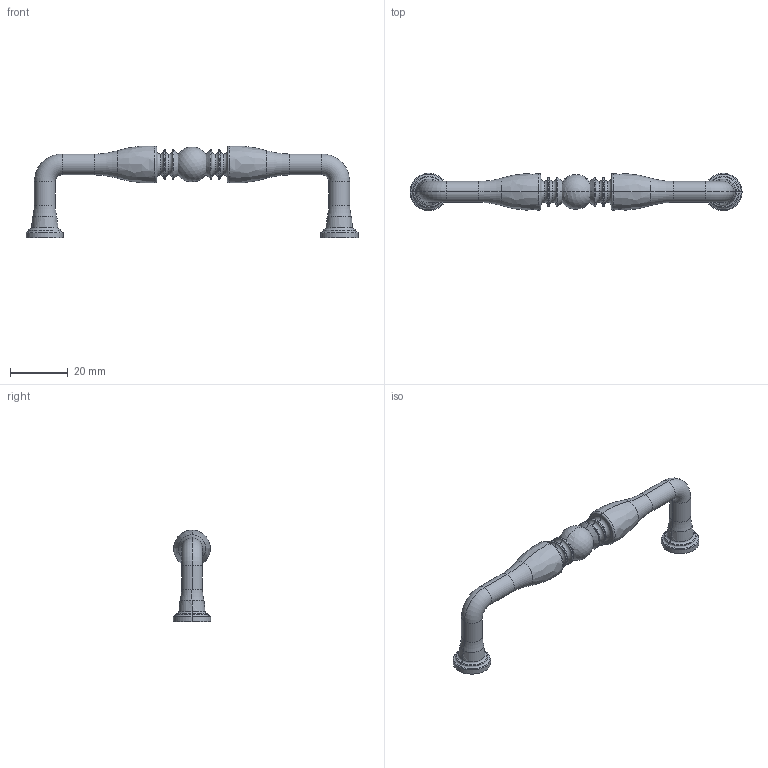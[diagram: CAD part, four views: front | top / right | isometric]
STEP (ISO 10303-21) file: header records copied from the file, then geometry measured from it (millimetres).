
FILE_DESCRIPTION((''),'2;1');
FILE_NAME('1176-40','2011-01-05T',('project'),(''),'PRO/ENGINEER BY PARAMETRIC TECHNOLOGY CORPORATION, 2009300','PRO/ENGINEER BY PARAMETRIC TECHNOLOGY CORPORATION, 2009300','');
FILE_SCHEMA(('CONFIG_CONTROL_DESIGN'));
Length unit declared in the file: inch
Products named in the file (1): 1176-40
Bounding box: 114.52 x 12.92 x 31.73 mm (x, y, z)
Volume: 9429.4 mm3; surface area: 4771.7 mm2
Topology: 1 solids, 1 shells, 94 faces, 205 edges, 111 vertices
Faces by surface type: torus 64, cylinder 12, bspline 8, plane 4, cone 4, sphere 2
Entity records: 2802 total; most frequent: CARTESIAN_POINT 622, DIRECTION 558, ORIENTED_EDGE 402, AXIS2_PLACEMENT_3D 271, EDGE_CURVE 201, CIRCLE 185, VERTEX_POINT 111, EDGE_LOOP 96
